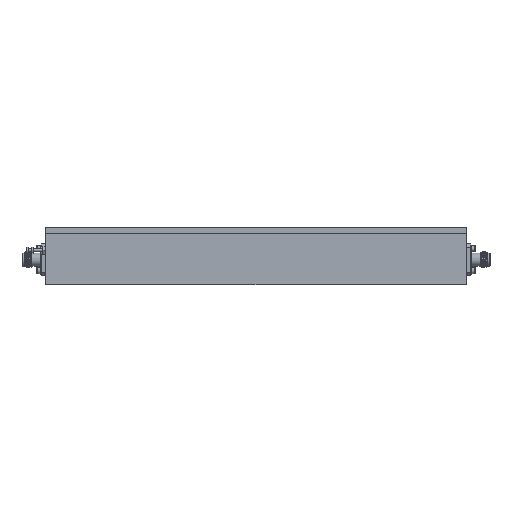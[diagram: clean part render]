
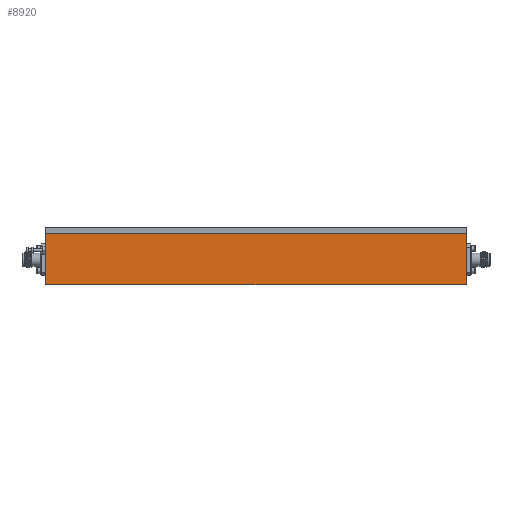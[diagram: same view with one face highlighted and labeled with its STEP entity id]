
A CAD part, front view. The second image highlights one B-rep face of the part: STEP entity #8920.
In plain terms, the highlighted planar face has unit normal (0, -1, 0).
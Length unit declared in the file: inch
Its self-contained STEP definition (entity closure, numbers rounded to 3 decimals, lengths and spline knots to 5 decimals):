
#780 = VECTOR ( 'NONE', #28217, 39.37008 ) ;
#4630 = VERTEX_POINT ( 'NONE', #13146 ) ;
#5275 = LINE ( 'NONE', #50519, #780 ) ;
#5420 = CARTESIAN_POINT ( 'NONE',  ( 3.36, -1.325, -0.45669 ) ) ;
#6047 = VECTOR ( 'NONE', #30667, 39.37008 ) ;
#6598 = DIRECTION ( 'NONE',  ( 0., 0., -1. ) ) ;
#8392 = VERTEX_POINT ( 'NONE', #58557 ) ;
#8486 = EDGE_CURVE ( 'NONE', #18630, #8392, #29854, .T. ) ;
#8846 = DIRECTION ( 'NONE',  ( 0., 1., 0. ) ) ;
#8920 = ADVANCED_FACE ( 'NONE', ( #36378 ), #17712, .F. ) ;
#13146 = CARTESIAN_POINT ( 'NONE',  ( 3.36, -1.325, 0.35669 ) ) ;
#17712 = PLANE ( 'NONE',  #51110 ) ;
#18630 = VERTEX_POINT ( 'NONE', #19533 ) ;
#19533 = CARTESIAN_POINT ( 'NONE',  ( -3.36, -1.325, 0.35669 ) ) ;
#19902 = VECTOR ( 'NONE', #6598, 39.37008 ) ;
#21006 = CARTESIAN_POINT ( 'NONE',  ( -3.36, -1.325, -0.45669 ) ) ;
#25192 = VERTEX_POINT ( 'NONE', #5420 ) ;
#27520 = DIRECTION ( 'NONE',  ( 1., 0., 0. ) ) ;
#28217 = DIRECTION ( 'NONE',  ( 0., 0., -1. ) ) ;
#29854 = LINE ( 'NONE', #48468, #19902 ) ;
#30365 = LINE ( 'NONE', #54785, #6047 ) ;
#30667 = DIRECTION ( 'NONE',  ( 1., 0., 0. ) ) ;
#30818 = EDGE_CURVE ( 'NONE', #4630, #25192, #5275, .T. ) ;
#31400 = LINE ( 'NONE', #21006, #45961 ) ;
#32096 = CARTESIAN_POINT ( 'NONE',  ( -3.36, -1.325, 0.45669 ) ) ;
#34137 = ORIENTED_EDGE ( 'NONE', *, *, #44947, .T. ) ;
#36378 = FACE_OUTER_BOUND ( 'NONE', #37022, .T. ) ;
#37022 = EDGE_LOOP ( 'NONE', ( #37718, #56568, #34137, #56101 ) ) ;
#37718 = ORIENTED_EDGE ( 'NONE', *, *, #46334, .F. ) ;
#39660 = DIRECTION ( 'NONE',  ( 1., 0., 0. ) ) ;
#44947 = EDGE_CURVE ( 'NONE', #8392, #25192, #31400, .T. ) ;
#45961 = VECTOR ( 'NONE', #39660, 39.37008 ) ;
#46334 = EDGE_CURVE ( 'NONE', #18630, #4630, #30365, .T. ) ;
#48468 = CARTESIAN_POINT ( 'NONE',  ( -3.36, -1.325, 0.45669 ) ) ;
#50519 = CARTESIAN_POINT ( 'NONE',  ( 3.36, -1.325, 0.45669 ) ) ;
#51110 = AXIS2_PLACEMENT_3D ( 'NONE', #32096, #8846, #27520 ) ;
#54785 = CARTESIAN_POINT ( 'NONE',  ( -3.36, -1.325, 0.35669 ) ) ;
#56101 = ORIENTED_EDGE ( 'NONE', *, *, #30818, .F. ) ;
#56568 = ORIENTED_EDGE ( 'NONE', *, *, #8486, .T. ) ;
#58557 = CARTESIAN_POINT ( 'NONE',  ( -3.36, -1.325, -0.45669 ) ) ;
